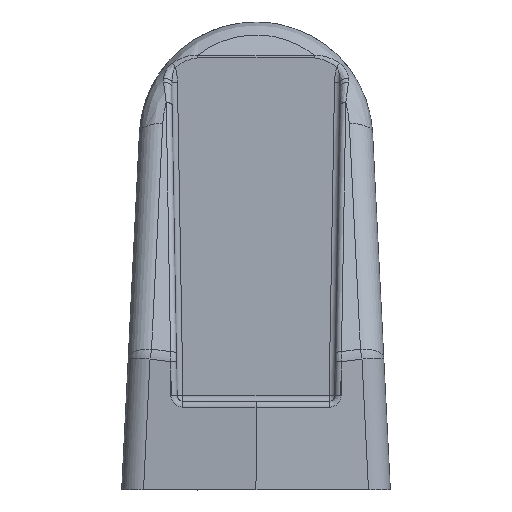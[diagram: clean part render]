
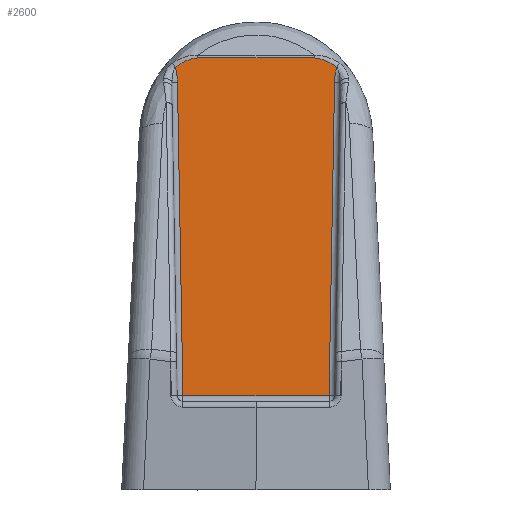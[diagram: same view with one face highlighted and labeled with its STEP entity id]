
A CAD part, front view. The second image highlights one B-rep face of the part: STEP entity #2600.
In plain terms, the highlighted planar face has unit normal (0, -1, 0.018).
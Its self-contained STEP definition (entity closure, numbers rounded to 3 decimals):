
#39 = CARTESIAN_POINT ( 'NONE',  ( 133.763, 25.539, 74.101 ) ) ;
#47 = CARTESIAN_POINT ( 'NONE',  ( 110.902, 25.531, 73.67 ) ) ;
#196 = CARTESIAN_POINT ( 'NONE',  ( 135.617, 24.522, 15.836 ) ) ;
#549 = ORIENTED_EDGE ( 'NONE', *, *, #6108, .T. ) ;
#636 = VERTEX_POINT ( 'NONE', #8481 ) ;
#917 = CARTESIAN_POINT ( 'NONE',  ( 111.879, 25.537, 74.008 ) ) ;
#966 = B_SPLINE_CURVE_WITH_KNOTS ( 'NONE', 3,
 ( #1118, #12179, #5488, #13114, #1181, #2471, #1393, #6556, #10902, #13248, #11037, #12046, #4340, #8895, #10035, #8693, #9832, #39, #6830, #3466 ),
 .UNSPECIFIED., .F., .F.,
 ( 4, 1, 1, 1, 1, 2, 2, 1, 1, 1, 1, 2, 2, 4 ),
 ( 0., 0.25, 0.375, 0.438, 0.469, 0.484, 0.5, 0.625, 0.688, 0.719, 0.734, 0.742, 0.75, 1. ),
 .UNSPECIFIED. ) ;
#1118 = CARTESIAN_POINT ( 'NONE',  ( 136.952, 25.512, 72.579 ) ) ;
#1127 = CARTESIAN_POINT ( 'NONE',  ( 109.437, 25.467, 69.974 ) ) ;
#1128 = CARTESIAN_POINT ( 'NONE',  ( 111.694, 25.536, 73.96 ) ) ;
#1134 = ORIENTED_EDGE ( 'NONE', *, *, #1473, .T. ) ;
#1181 = CARTESIAN_POINT ( 'NONE',  ( 135.412, 25.529, 73.527 ) ) ;
#1393 = CARTESIAN_POINT ( 'NONE',  ( 135.219, 25.53, 73.616 ) ) ;
#1473 = EDGE_CURVE ( 'NONE', #7570, #9910, #2852, .T. ) ;
#2100 = VERTEX_POINT ( 'NONE', #5087 ) ;
#2133 = CARTESIAN_POINT ( 'NONE',  ( 109.259, 25.498, 71.78 ) ) ;
#2134 = CARTESIAN_POINT ( 'NONE',  ( 112.494, 25.539, 74.132 ) ) ;
#2202 = CARTESIAN_POINT ( 'NONE',  ( 112.744, 25.54, 74.151 ) ) ;
#2267 = DIRECTION ( 'NONE',  ( -1., 0., 0. ) ) ;
#2471 = CARTESIAN_POINT ( 'NONE',  ( 135.277, 25.53, 73.59 ) ) ;
#2600 = ADVANCED_FACE ( 'NONE', ( #3798 ), #7307, .T. ) ;
#2852 = B_SPLINE_CURVE_WITH_KNOTS ( 'NONE', 3,
 ( #8563, #2202, #2134, #6354, #9775, #10913, #10701, #917, #6427, #1128, #12917, #9632, #4206, #9843, #47, #4420, #8771, #3345, #3136, #11847 ),
 .UNSPECIFIED., .F., .F.,
 ( 4, 1, 1, 1, 1, 2, 2, 1, 1, 1, 1, 2, 2, 4 ),
 ( 0., 0.125, 0.188, 0.219, 0.234, 0.242, 0.25, 0.375, 0.438, 0.469, 0.484, 0.492, 0.5, 1. ),
 .UNSPECIFIED. ) ;
#3070 = CARTESIAN_POINT ( 'NONE',  ( 109.048, 25.512, 72.579 ) ) ;
#3136 = CARTESIAN_POINT ( 'NONE',  ( 109.638, 25.52, 73.023 ) ) ;
#3344 = CARTESIAN_POINT ( 'NONE',  ( 109.429, 25.475, 70.44 ) ) ;
#3345 = CARTESIAN_POINT ( 'NONE',  ( 110.242, 25.526, 73.381 ) ) ;
#3456 = B_SPLINE_CURVE_WITH_KNOTS ( 'NONE', 3,
 ( #4359, #6572, #8424, #10639, #8707, #4292 ),
 .UNSPECIFIED., .F., .F.,
 ( 4, 2, 4 ),
 ( 0., 0.5, 1. ),
 .UNSPECIFIED. ) ;
#3466 = CARTESIAN_POINT ( 'NONE',  ( 133.098, 25.54, 74.151 ) ) ;
#3798 = FACE_OUTER_BOUND ( 'NONE', #6145, .T. ) ;
#3835 = CARTESIAN_POINT ( 'NONE',  ( 133.098, 25.54, 74.151 ) ) ;
#4205 = CARTESIAN_POINT ( 'NONE',  ( 136.608, 25.54, 74.151 ) ) ;
#4206 = CARTESIAN_POINT ( 'NONE',  ( 111.008, 25.532, 73.715 ) ) ;
#4292 = CARTESIAN_POINT ( 'NONE',  ( 136.952, 25.512, 72.579 ) ) ;
#4326 = LINE ( 'NONE', #10813, #4412 ) ;
#4340 = CARTESIAN_POINT ( 'NONE',  ( 134.286, 25.536, 73.963 ) ) ;
#4359 = CARTESIAN_POINT ( 'NONE',  ( 136.562, 25.467, 69.974 ) ) ;
#4412 = VECTOR ( 'NONE', #7676, 1000. ) ;
#4420 = CARTESIAN_POINT ( 'NONE',  ( 110.881, 25.531, 73.661 ) ) ;
#4920 = VECTOR ( 'NONE', #12066, 1000. ) ;
#5087 = CARTESIAN_POINT ( 'NONE',  ( 109.437, 25.467, 69.974 ) ) ;
#5251 = ORIENTED_EDGE ( 'NONE', *, *, #13083, .T. ) ;
#5445 = CARTESIAN_POINT ( 'NONE',  ( 135.617, 24.522, 15.836 ) ) ;
#5461 = EDGE_CURVE ( 'NONE', #7051, #13167, #4326, .T. ) ;
#5488 = CARTESIAN_POINT ( 'NONE',  ( 136.211, 25.521, 73.101 ) ) ;
#6108 = EDGE_CURVE ( 'NONE', #12781, #636, #3456, .T. ) ;
#6145 = EDGE_LOOP ( 'NONE', ( #7771, #1134, #13117, #8509, #9074, #5251, #549, #10003 ) ) ;
#6336 = VERTEX_POINT ( 'NONE', #3835 ) ;
#6354 = CARTESIAN_POINT ( 'NONE',  ( 112.182, 25.538, 74.078 ) ) ;
#6427 = CARTESIAN_POINT ( 'NONE',  ( 111.865, 25.537, 74.004 ) ) ;
#6495 = CARTESIAN_POINT ( 'NONE',  ( 109.392, 25.483, 70.895 ) ) ;
#6556 = CARTESIAN_POINT ( 'NONE',  ( 135.181, 25.531, 73.633 ) ) ;
#6572 = CARTESIAN_POINT ( 'NONE',  ( 136.571, 25.475, 70.439 ) ) ;
#6830 = CARTESIAN_POINT ( 'NONE',  ( 133.415, 25.54, 74.151 ) ) ;
#7022 = DIRECTION ( 'NONE',  ( 0., -1., 0.017 ) ) ;
#7051 = VERTEX_POINT ( 'NONE', #8364 ) ;
#7307 = PLANE ( 'NONE',  #8171 ) ;
#7570 = VERTEX_POINT ( 'NONE', #9182 ) ;
#7676 = DIRECTION ( 'NONE',  ( 1., 0., 0. ) ) ;
#7742 = B_SPLINE_CURVE_WITH_KNOTS ( 'NONE', 3,
 ( #12984, #11916, #2133, #6495, #3344, #1127 ),
 .UNSPECIFIED., .F., .F.,
 ( 4, 2, 4 ),
 ( 0., 0.5, 1. ),
 .UNSPECIFIED. ) ;
#7771 = ORIENTED_EDGE ( 'NONE', *, *, #10363, .T. ) ;
#7796 = EDGE_CURVE ( 'NONE', #2100, #7051, #13107, .T. ) ;
#8171 = AXIS2_PLACEMENT_3D ( 'NONE', #12507, #7022, #12578 ) ;
#8364 = CARTESIAN_POINT ( 'NONE',  ( 110.382, 24.522, 15.836 ) ) ;
#8424 = CARTESIAN_POINT ( 'NONE',  ( 136.608, 25.483, 70.895 ) ) ;
#8481 = CARTESIAN_POINT ( 'NONE',  ( 136.952, 25.512, 72.579 ) ) ;
#8509 = ORIENTED_EDGE ( 'NONE', *, *, #7796, .T. ) ;
#8563 = CARTESIAN_POINT ( 'NONE',  ( 112.902, 25.54, 74.151 ) ) ;
#8693 = CARTESIAN_POINT ( 'NONE',  ( 134.163, 25.537, 73.997 ) ) ;
#8707 = CARTESIAN_POINT ( 'NONE',  ( 136.833, 25.505, 72.194 ) ) ;
#8771 = CARTESIAN_POINT ( 'NONE',  ( 110.869, 25.531, 73.655 ) ) ;
#8819 = CARTESIAN_POINT ( 'NONE',  ( 109.437, 25.467, 69.974 ) ) ;
#8895 = CARTESIAN_POINT ( 'NONE',  ( 134.214, 25.537, 73.983 ) ) ;
#9074 = ORIENTED_EDGE ( 'NONE', *, *, #5461, .T. ) ;
#9182 = CARTESIAN_POINT ( 'NONE',  ( 112.902, 25.54, 74.151 ) ) ;
#9632 = CARTESIAN_POINT ( 'NONE',  ( 111.156, 25.533, 73.775 ) ) ;
#9685 = DIRECTION ( 'NONE',  ( 0.017, -0.017, -1. ) ) ;
#9775 = CARTESIAN_POINT ( 'NONE',  ( 112.02, 25.538, 74.043 ) ) ;
#9832 = CARTESIAN_POINT ( 'NONE',  ( 134.155, 25.537, 73.999 ) ) ;
#9843 = CARTESIAN_POINT ( 'NONE',  ( 110.934, 25.531, 73.684 ) ) ;
#9910 = VERTEX_POINT ( 'NONE', #3070 ) ;
#10003 = ORIENTED_EDGE ( 'NONE', *, *, #12559, .T. ) ;
#10035 = CARTESIAN_POINT ( 'NONE',  ( 134.184, 25.537, 73.991 ) ) ;
#10265 = EDGE_CURVE ( 'NONE', #9910, #2100, #7742, .T. ) ;
#10346 = VECTOR ( 'NONE', #9685, 1000. ) ;
#10363 = EDGE_CURVE ( 'NONE', #6336, #7570, #12054, .T. ) ;
#10639 = CARTESIAN_POINT ( 'NONE',  ( 136.74, 25.498, 71.78 ) ) ;
#10701 = CARTESIAN_POINT ( 'NONE',  ( 111.902, 25.537, 74.014 ) ) ;
#10786 = LINE ( 'NONE', #5445, #4920 ) ;
#10813 = CARTESIAN_POINT ( 'NONE',  ( 136.608, 24.522, 15.836 ) ) ;
#10869 = CARTESIAN_POINT ( 'NONE',  ( 136.562, 25.467, 69.974 ) ) ;
#10902 = CARTESIAN_POINT ( 'NONE',  ( 135.163, 25.531, 73.641 ) ) ;
#10913 = CARTESIAN_POINT ( 'NONE',  ( 111.938, 25.537, 74.023 ) ) ;
#11037 = CARTESIAN_POINT ( 'NONE',  ( 134.719, 25.534, 73.825 ) ) ;
#11401 = VECTOR ( 'NONE', #2267, 1000. ) ;
#11847 = CARTESIAN_POINT ( 'NONE',  ( 109.048, 25.512, 72.579 ) ) ;
#11916 = CARTESIAN_POINT ( 'NONE',  ( 109.166, 25.505, 72.195 ) ) ;
#12046 = CARTESIAN_POINT ( 'NONE',  ( 134.43, 25.536, 73.921 ) ) ;
#12054 = LINE ( 'NONE', #4205, #11401 ) ;
#12066 = DIRECTION ( 'NONE',  ( 0.017, 0.017, 1. ) ) ;
#12179 = CARTESIAN_POINT ( 'NONE',  ( 136.658, 25.516, 72.8 ) ) ;
#12507 = CARTESIAN_POINT ( 'NONE',  ( 136.608, 24.504, 14.846 ) ) ;
#12559 = EDGE_CURVE ( 'NONE', #636, #6336, #966, .T. ) ;
#12578 = DIRECTION ( 'NONE',  ( 0., -0.017, -1. ) ) ;
#12781 = VERTEX_POINT ( 'NONE', #10869 ) ;
#12917 = CARTESIAN_POINT ( 'NONE',  ( 111.449, 25.535, 73.885 ) ) ;
#12984 = CARTESIAN_POINT ( 'NONE',  ( 109.048, 25.512, 72.579 ) ) ;
#13083 = EDGE_CURVE ( 'NONE', #13167, #12781, #10786, .T. ) ;
#13107 = LINE ( 'NONE', #8819, #10346 ) ;
#13114 = CARTESIAN_POINT ( 'NONE',  ( 135.68, 25.526, 73.394 ) ) ;
#13117 = ORIENTED_EDGE ( 'NONE', *, *, #10265, .T. ) ;
#13167 = VERTEX_POINT ( 'NONE', #196 ) ;
#13248 = CARTESIAN_POINT ( 'NONE',  ( 134.972, 25.532, 73.725 ) ) ;
